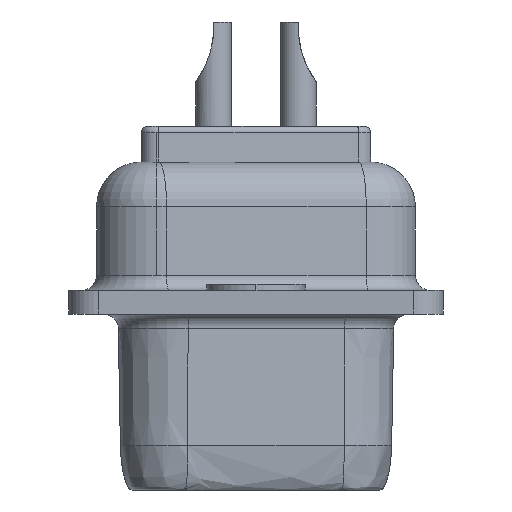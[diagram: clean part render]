
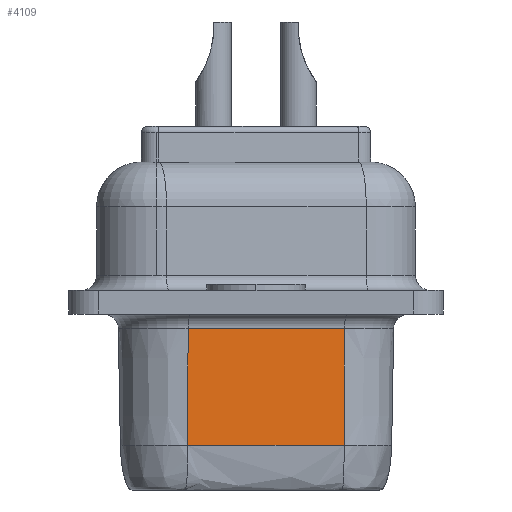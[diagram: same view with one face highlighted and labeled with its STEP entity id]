
A CAD part, left-side view. The second image highlights one B-rep face of the part: STEP entity #4109.
In plain terms, the highlighted planar face has unit normal (-0.985, -0.174, -0.018).
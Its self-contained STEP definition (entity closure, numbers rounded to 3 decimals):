
#317 = DIRECTION ( 'NONE',  ( 0.017, 0.003, -1. ) ) ;
#986 = EDGE_CURVE ( 'NONE', #16468, #19680, #4438, .T. ) ;
#998 = ORIENTED_EDGE ( 'NONE', *, *, #986, .T. ) ;
#1851 = LINE ( 'NONE', #6460, #14423 ) ;
#2690 = CARTESIAN_POINT ( 'NONE',  ( -12.713, 0.541, 1.493 ) ) ;
#2991 = CARTESIAN_POINT ( 'NONE',  ( -13.022, 2.291, 1.493 ) ) ;
#3897 = EDGE_CURVE ( 'NONE', #7639, #9426, #17670, .T. ) ;
#4109 = ADVANCED_FACE ( 'NONE', ( #8088 ), #12532, .T. ) ;
#4168 = EDGE_LOOP ( 'NONE', ( #4179, #7460, #17696, #998 ) ) ;
#4179 = ORIENTED_EDGE ( 'NONE', *, *, #10329, .T. ) ;
#4438 = LINE ( 'NONE', #4535, #13983 ) ;
#4535 = CARTESIAN_POINT ( 'NONE',  ( -13.089, 2.279, 5.409 ) ) ;
#4830 = DIRECTION ( 'NONE',  ( 0.174, -0.985, 0. ) ) ;
#6181 = CARTESIAN_POINT ( 'NONE',  ( -12.096, -2.959, 1.493 ) ) ;
#6460 = CARTESIAN_POINT ( 'NONE',  ( -12.07, -2.955, 0. ) ) ;
#6581 = DIRECTION ( 'NONE',  ( -0.985, -0.174, -0.017 ) ) ;
#6793 = CARTESIAN_POINT ( 'NONE',  ( -13.022, 2.291, 1.493 ) ) ;
#7460 = ORIENTED_EDGE ( 'NONE', *, *, #3897, .T. ) ;
#7504 = CARTESIAN_POINT ( 'NONE',  ( -12.405, -1.209, 1.493 ) ) ;
#7639 = VERTEX_POINT ( 'NONE', #6793 ) ;
#8088 = FACE_OUTER_BOUND ( 'NONE', #4168, .T. ) ;
#8451 = CARTESIAN_POINT ( 'NONE',  ( -12.996, 2.295, 0. ) ) ;
#8746 = CARTESIAN_POINT ( 'NONE',  ( -12.096, -2.959, 1.493 ) ) ;
#9426 = VERTEX_POINT ( 'NONE', #8746 ) ;
#10329 = EDGE_CURVE ( 'NONE', #19680, #7639, #16226, .T. ) ;
#11456 = VECTOR ( 'NONE', #17848, 1000. ) ;
#11898 = AXIS2_PLACEMENT_3D ( 'NONE', #18715, #6581, #4830 ) ;
#12532 = PLANE ( 'NONE',  #11898 ) ;
#13983 = VECTOR ( 'NONE', #15956, 1000. ) ;
#14423 = VECTOR ( 'NONE', #317, 1000. ) ;
#15885 = CARTESIAN_POINT ( 'NONE',  ( -12.163, -2.971, 5.409 ) ) ;
#15956 = DIRECTION ( 'NONE',  ( -0.174, 0.985, 0. ) ) ;
#16226 = LINE ( 'NONE', #8451, #11456 ) ;
#16468 = VERTEX_POINT ( 'NONE', #15885 ) ;
#17670 = B_SPLINE_CURVE_WITH_KNOTS ( 'NONE', 3,
 ( #2991, #2690, #7504, #6181 ),
 .UNSPECIFIED., .F., .F.,
 ( 4, 4 ),
 ( 0., 1. ),
 .UNSPECIFIED. ) ;
#17696 = ORIENTED_EDGE ( 'NONE', *, *, #19751, .F. ) ;
#17848 = DIRECTION ( 'NONE',  ( 0.017, 0.003, -1. ) ) ;
#18715 = CARTESIAN_POINT ( 'NONE',  ( -12.996, 2.295, 0. ) ) ;
#19680 = VERTEX_POINT ( 'NONE', #19934 ) ;
#19751 = EDGE_CURVE ( 'NONE', #16468, #9426, #1851, .T. ) ;
#19934 = CARTESIAN_POINT ( 'NONE',  ( -13.089, 2.279, 5.409 ) ) ;
